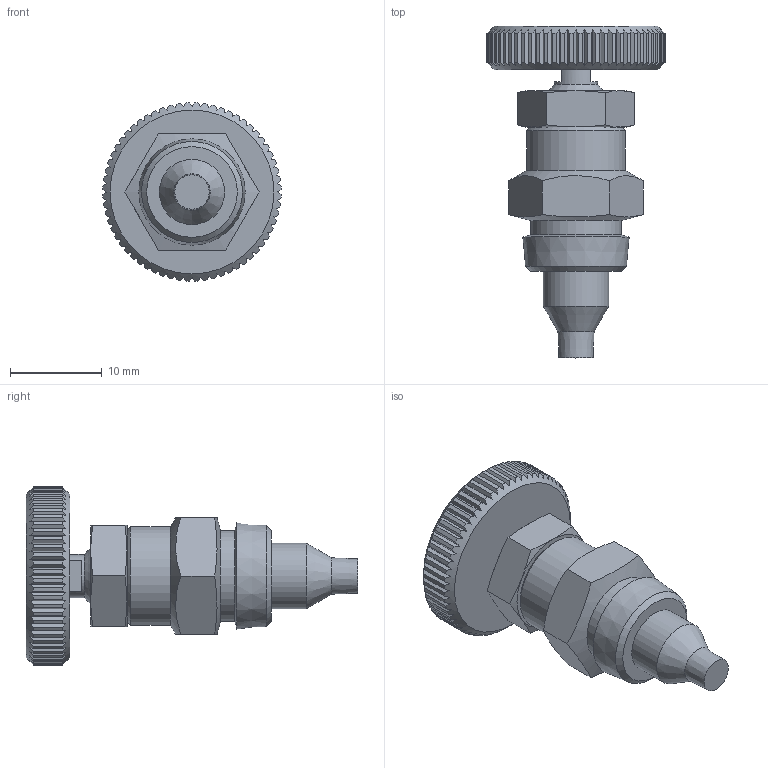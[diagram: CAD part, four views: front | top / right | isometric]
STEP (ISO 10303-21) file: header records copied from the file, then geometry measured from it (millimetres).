
FILE_DESCRIPTION((''),'2;1');
FILE_NAME('nc-20-s_10011-73_RG.stp','2012-06-18T08:54:42',('mmartin'),(''),'Autodesk Inventor 2010','Autodesk Inventor 2010','');
FILE_SCHEMA(('AUTOMOTIVE_DESIGN { 1 0 10303 214 1 1 1 1 }'));
Length unit declared in the file: inch
Products named in the file (1): 10011-73_Shrinkwrap
Bounding box: 19.48 x 36.25 x 19.48 mm (x, y, z)
Volume: 3735.5 mm3; surface area: 2185.4 mm2
Topology: 1 solids, 2 shells, 270 faces, 838 edges, 572 vertices
Faces by surface type: plane 172, cylinder 71, cone 27
Full cylindrical faces by diameter (mm): 4.572 x1, 4.699 x1, 6.35 x2, 7.137 x1, 9.906 x1, 10.795 x1
Entity records: 9323 total; most frequent: CARTESIAN_POINT 2247, ORIENTED_EDGE 1630, DIRECTION 1316, EDGE_CURVE 815, VERTEX_POINT 569, AXIS2_PLACEMENT_3D 526, EDGE_LOOP 296, FACE_OUTER_BOUND 270
